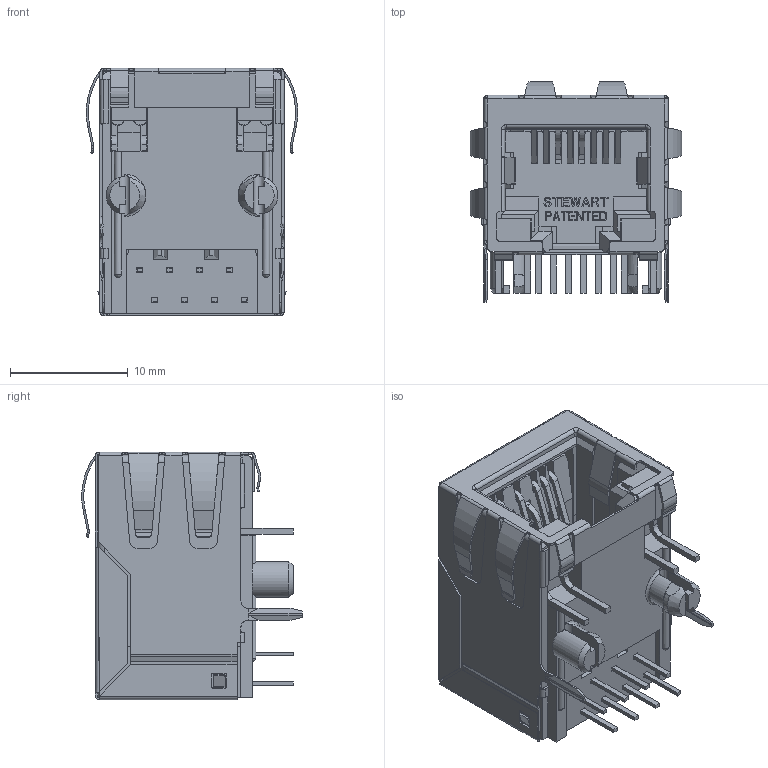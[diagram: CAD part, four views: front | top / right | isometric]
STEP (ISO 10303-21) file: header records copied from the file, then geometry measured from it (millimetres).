
FILE_DESCRIPTION(/* description */ ('STEP AP214'),/* implementation_level */ '2;1');
FILE_NAME(/* name */ 'SS-7488SC5-YG-PG4-BA',/* time_stamp */ '2024-09-20T16:50:58+02:00',/* author */ ('License CC BY-ND 4.0'),/* organization */ ('CADENAS'),/* preprocessor_version */ 'ST-DEVELOPER v19.3',/* originating_system */ 'PARTsolutions',/* authorisation */ ' ');
FILE_SCHEMA (('AUTOMOTIVE_DESIGN {1 0 10303 214 3 1 1}'));
Products named in the file (5): SS-7488SC5-YG-PG4-BA; SS-7488SC5-YG-PG4-BA_PART1; SS-7488SC5-YG-PG4-BA_PART2; SS-7488SC5-YG-PG4-BA_PART3; SS-7488SC5-YG-PG4-BA_PART4
Assembly tree (4 placements, depth 2):
  SS-7488SC5-YG-PG4-BA
    SS-7488SC5-YG-PG4-BA_PART1
    SS-7488SC5-YG-PG4-BA_PART2
    SS-7488SC5-YG-PG4-BA_PART3
    SS-7488SC5-YG-PG4-BA_PART4
Bounding box: 17.96 x 18.73 x 21.03 mm (x, y, z)
Volume: 2304.7 mm3; surface area: 6383.6 mm2
Topology: 1 solids, 373 shells, 1708 faces, 5853 edges, 4433 vertices
Faces by surface type: plane 1204, cylinder 328, bspline 146, torus 16, cone 12, sphere 2
Entity records: 66528 total; most frequent: CARTESIAN_POINT 21994, ORIENTED_EDGE 9396, DIRECTION 6631, EDGE_CURVE 5851, VERTEX_POINT 4433, B_SPLINE_CURVE_WITH_KNOTS 2813, LINE 2563, VECTOR 2563
